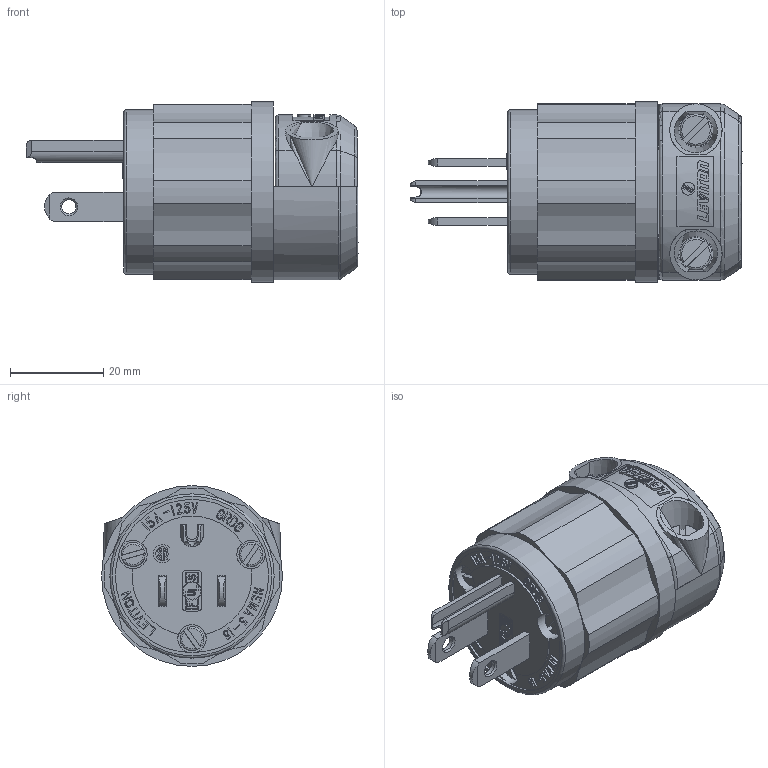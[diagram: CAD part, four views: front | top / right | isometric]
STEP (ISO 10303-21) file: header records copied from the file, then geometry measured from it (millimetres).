
FILE_DESCRIPTION (( 'STEP AP214' ), '1' );
FILE_NAME ('CATSTD-05266-00X-M01.STEP', '2022-04-01T14:02:29', ( '' ), ( '' ), 'SwSTEP 2.0', 'SolidWorks 2020', '' );
FILE_SCHEMA (( 'AUTOMOTIVE_DESIGN' ));
Length unit declared in the file: inch
Products named in the file (1): CATSTD-05266-00X-M01
Bounding box: 71.37 x 38.89 x 38.89 mm (x, y, z)
Volume: 52217.1 mm3; surface area: 12995.2 mm2
Topology: 1 solids, 13 shells, 1920 faces, 5256 edges, 3507 vertices
Faces by surface type: plane 1670, cylinder 199, cone 29, torus 22
Full cylindrical faces by diameter (mm): 2.616 x2, 3.048 x2, 3.734 x2, 3.735 x1, 5.029 x2, 5.156 x3, 6.096 x3, 6.858 x2, 35.306 x1, 38.887 x1
Entity records: 84051 total; most frequent: CARTESIAN_POINT 11614, ORIENTED_EDGE 10392, DIRECTION 9277, EDGE_CURVE 5196, VECTOR 4499, LINE 4499, VERTEX_POINT 3484, AXIS2_PLACEMENT_3D 2389
